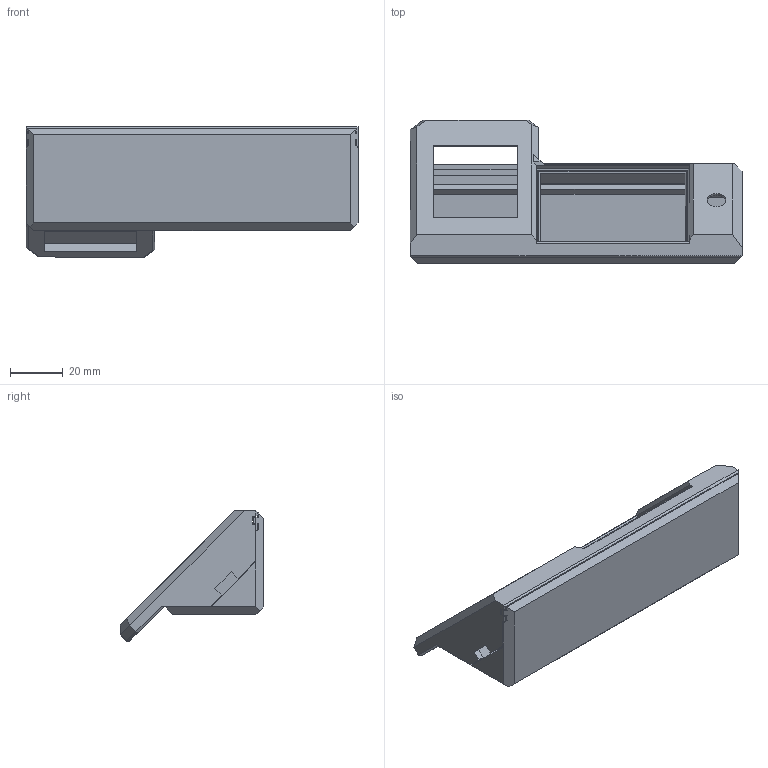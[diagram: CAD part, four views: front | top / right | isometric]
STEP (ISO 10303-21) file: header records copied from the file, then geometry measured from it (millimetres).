
FILE_DESCRIPTION(/* description */ (''),/* implementation_level */ '2;1');
FILE_NAME(/* name */ 'ParkDeck v36.step',/* time_stamp */ '2024-07-08T09:18:10+02:00',/* author */ (''),/* organization */ (''),/* preprocessor_version */ 'ST-DEVELOPER v20',/* originating_system */ 'Autodesk Translation Framework v13.14.0.145',/* authorisation */ '');
FILE_SCHEMA (('AUTOMOTIVE_DESIGN { 1 0 10303 214 3 1 1 }'));
Length unit declared in the file: millimetre
Products named in the file (1): ParkDeck
Bounding box: 125.84 x 54.48 x 49.46 mm (x, y, z)
Volume: 48875.3 mm3; surface area: 35700.7 mm2
Topology: 2 solids, 2 shells, 161 faces, 439 edges, 282 vertices
Faces by surface type: plane 160, cylinder 1
Full cylindrical faces by diameter (mm): 7 x1
Entity records: 4972 total; most frequent: CARTESIAN_POINT 883, ORIENTED_EDGE 878, DIRECTION 765, EDGE_CURVE 439, LINE 437, VECTOR 437, VERTEX_POINT 282, EDGE_LOOP 167
